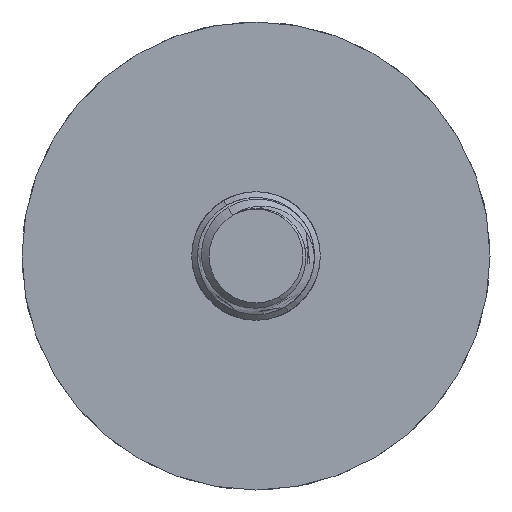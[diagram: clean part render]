
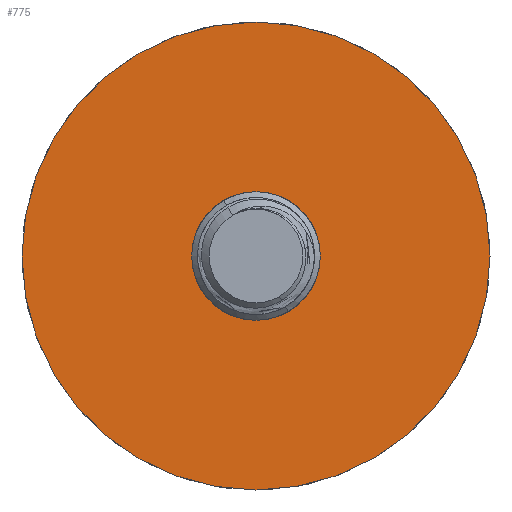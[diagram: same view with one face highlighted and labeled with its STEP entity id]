
A CAD part, left-side view. The second image highlights one B-rep face of the part: STEP entity #775.
In plain terms, the highlighted planar face has unit normal (-1, 0, 0).
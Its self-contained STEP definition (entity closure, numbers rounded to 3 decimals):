
#27 = FACE_BOUND ( 'NONE', #6258, .T. ) ;
#480 = DIRECTION ( 'NONE',  ( 1., 0., 0. ) ) ;
#489 = EDGE_CURVE ( 'NONE', #5769, #1789, #9530, .T. ) ;
#539 = DIRECTION ( 'NONE',  ( -1., 0., 0. ) ) ;
#624 = AXIS2_PLACEMENT_3D ( 'NONE', #4078, #1101, #1740 ) ;
#775 = ADVANCED_FACE ( 'NONE', ( #27, #5745 ), #9455, .F. ) ;
#1041 = CARTESIAN_POINT ( 'NONE',  ( -4., 0., -20. ) ) ;
#1101 = DIRECTION ( 'NONE',  ( -1., 0., 0. ) ) ;
#1367 = DIRECTION ( 'NONE',  ( 0., 0., -1. ) ) ;
#1379 = DIRECTION ( 'NONE',  ( 0., 0., 1. ) ) ;
#1740 = DIRECTION ( 'NONE',  ( 0., 0., 1. ) ) ;
#1789 = VERTEX_POINT ( 'NONE', #8857 ) ;
#2217 = DIRECTION ( 'NONE',  ( 0., 0., 1. ) ) ;
#2254 = AXIS2_PLACEMENT_3D ( 'NONE', #9199, #5460, #4773 ) ;
#2733 = VERTEX_POINT ( 'NONE', #4970 ) ;
#2772 = CARTESIAN_POINT ( 'NONE',  ( -4., 0., 0. ) ) ;
#2989 = ORIENTED_EDGE ( 'NONE', *, *, #489, .F. ) ;
#3092 = AXIS2_PLACEMENT_3D ( 'NONE', #2772, #539, #1379 ) ;
#3979 = EDGE_CURVE ( 'NONE', #8219, #2733, #5608, .T. ) ;
#4078 = CARTESIAN_POINT ( 'NONE',  ( -4., 0., 0. ) ) ;
#4522 = AXIS2_PLACEMENT_3D ( 'NONE', #4927, #480, #1367 ) ;
#4701 = ORIENTED_EDGE ( 'NONE', *, *, #7692, .F. ) ;
#4773 = DIRECTION ( 'NONE',  ( 0., 0., 1. ) ) ;
#4927 = CARTESIAN_POINT ( 'NONE',  ( -4., 20., 0. ) ) ;
#4970 = CARTESIAN_POINT ( 'NONE',  ( -4., 0., 20. ) ) ;
#5460 = DIRECTION ( 'NONE',  ( -1., 0., 0. ) ) ;
#5461 = ORIENTED_EDGE ( 'NONE', *, *, #3979, .T. ) ;
#5608 = CIRCLE ( 'NONE', #5914, 20. ) ;
#5745 = FACE_OUTER_BOUND ( 'NONE', #8092, .T. ) ;
#5769 = VERTEX_POINT ( 'NONE', #7842 ) ;
#5914 = AXIS2_PLACEMENT_3D ( 'NONE', #6686, #7552, #2217 ) ;
#6258 = EDGE_LOOP ( 'NONE', ( #4701, #2989 ) ) ;
#6686 = CARTESIAN_POINT ( 'NONE',  ( -4., 0., 0. ) ) ;
#7552 = DIRECTION ( 'NONE',  ( -1., 0., 0. ) ) ;
#7635 = ORIENTED_EDGE ( 'NONE', *, *, #8224, .T. ) ;
#7692 = EDGE_CURVE ( 'NONE', #1789, #5769, #9130, .T. ) ;
#7842 = CARTESIAN_POINT ( 'NONE',  ( -4., 0., -5.5 ) ) ;
#8092 = EDGE_LOOP ( 'NONE', ( #7635, #5461 ) ) ;
#8219 = VERTEX_POINT ( 'NONE', #1041 ) ;
#8224 = EDGE_CURVE ( 'NONE', #2733, #8219, #9593, .T. ) ;
#8857 = CARTESIAN_POINT ( 'NONE',  ( -4., 0., 5.5 ) ) ;
#9130 = CIRCLE ( 'NONE', #3092, 5.5 ) ;
#9199 = CARTESIAN_POINT ( 'NONE',  ( -4., 0., 0. ) ) ;
#9455 = PLANE ( 'NONE',  #4522 ) ;
#9530 = CIRCLE ( 'NONE', #2254, 5.5 ) ;
#9593 = CIRCLE ( 'NONE', #624, 20. ) ;
